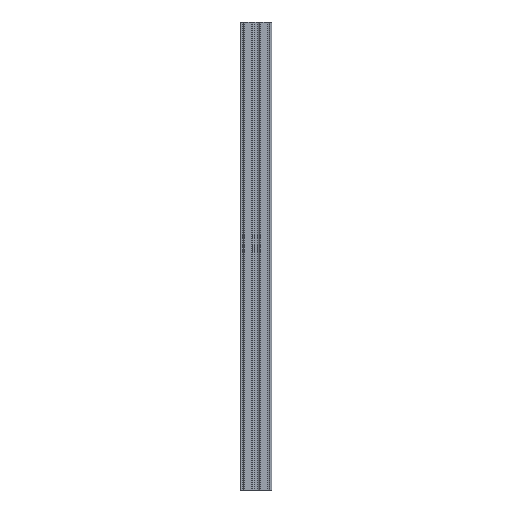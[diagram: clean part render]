
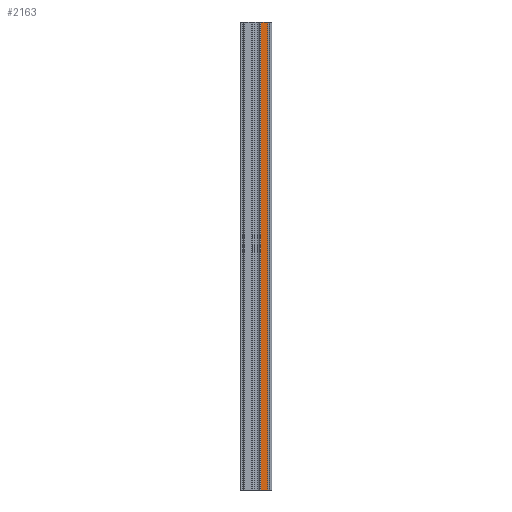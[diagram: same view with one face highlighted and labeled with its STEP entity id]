
A CAD part, left-side view. The second image highlights one B-rep face of the part: STEP entity #2163.
In plain terms, the highlighted planar face has unit normal (-1, 0, 0).
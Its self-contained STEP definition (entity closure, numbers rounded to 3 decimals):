
#82=FACE_OUTER_BOUND('',#198,.T.);
#198=EDGE_LOOP('',(#1551,#1552,#1553,#1554));
#447=LINE('',#3266,#663);
#489=LINE('',#3442,#705);
#490=LINE('',#3446,#706);
#491=LINE('',#3447,#707);
#663=VECTOR('',#2561,10.);
#705=VECTOR('',#2699,1000.);
#706=VECTOR('',#2704,1000.);
#707=VECTOR('',#2705,1000.);
#894=VERTEX_POINT('',#3263);
#895=VERTEX_POINT('',#3265);
#981=VERTEX_POINT('',#3441);
#982=VERTEX_POINT('',#3445);
#1120=EDGE_CURVE('',#895,#894,#447,.T.);
#1208=EDGE_CURVE('',#981,#895,#489,.T.);
#1210=EDGE_CURVE('',#894,#982,#490,.T.);
#1211=EDGE_CURVE('',#982,#981,#491,.T.);
#1551=ORIENTED_EDGE('',*,*,#1120,.T.);
#1552=ORIENTED_EDGE('',*,*,#1210,.T.);
#1553=ORIENTED_EDGE('',*,*,#1211,.T.);
#1554=ORIENTED_EDGE('',*,*,#1208,.T.);
#2108=PLANE('',#2342);
#2163=ADVANCED_FACE('',(#82),#2108,.F.);
#2342=AXIS2_PLACEMENT_3D('',#3444,#2702,#2703);
#2561=DIRECTION('',(0.,1.,0.));
#2699=DIRECTION('',(0.,0.,1.));
#2702=DIRECTION('center_axis',(1.,0.,0.));
#2703=DIRECTION('ref_axis',(0.,1.,0.));
#2704=DIRECTION('',(0.,0.,-1.));
#2705=DIRECTION('',(0.,-1.,0.));
#3263=CARTESIAN_POINT('',(-7.5,-2.25,225.));
#3265=CARTESIAN_POINT('',(-7.5,-5.586,225.));
#3266=CARTESIAN_POINT('',(-7.5,3.75,225.));
#3441=CARTESIAN_POINT('',(-7.5,-5.586,0.));
#3442=CARTESIAN_POINT('',(-7.5,-5.586,1000.));
#3444=CARTESIAN_POINT('Origin',(-7.5,7.5,1000.));
#3445=CARTESIAN_POINT('',(-7.5,-2.25,0.));
#3446=CARTESIAN_POINT('',(-7.5,-2.25,1000.));
#3447=CARTESIAN_POINT('',(-7.5,7.5,0.));
